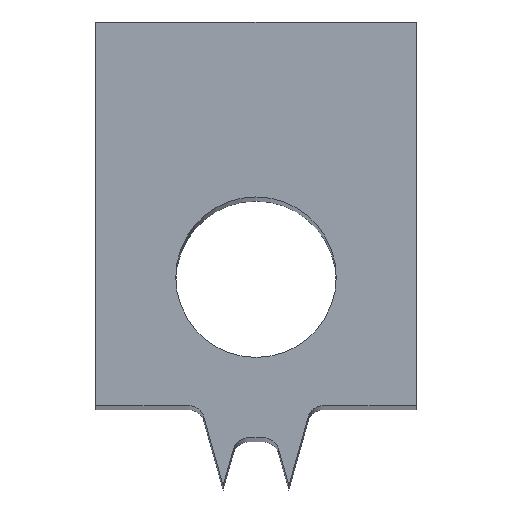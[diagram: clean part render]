
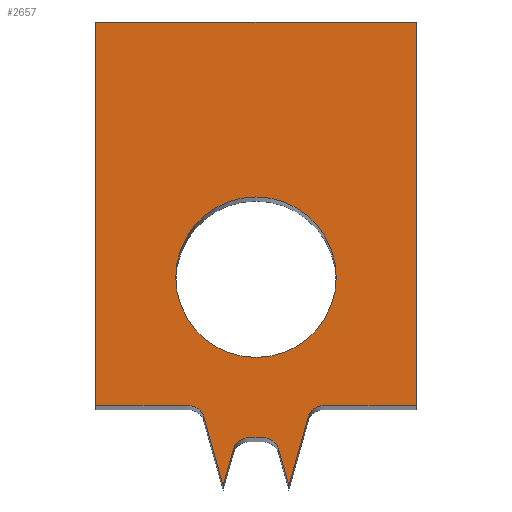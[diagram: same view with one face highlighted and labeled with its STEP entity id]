
A CAD part, top view. The second image highlights one B-rep face of the part: STEP entity #2657.
In plain terms, the highlighted planar face has unit normal (0, 0, 1).
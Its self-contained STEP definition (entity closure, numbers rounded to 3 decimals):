
#5 = DIRECTION ( 'NONE',  ( 0.27, 0.963, 0. ) ) ;
#187 = VERTEX_POINT ( 'NONE', #3422 ) ;
#273 = VECTOR ( 'NONE', #5945, 1000. ) ;
#306 = ORIENTED_EDGE ( 'NONE', *, *, #5260, .T. ) ;
#410 = CARTESIAN_POINT ( 'NONE',  ( -321.32, -29.5, 141.93 ) ) ;
#439 = ORIENTED_EDGE ( 'NONE', *, *, #1835, .T. ) ;
#448 = AXIS2_PLACEMENT_3D ( 'NONE', #935, #5218, #9499 ) ;
#473 = EDGE_CURVE ( 'NONE', #4587, #10819, #7351, .T. ) ;
#630 = DIRECTION ( 'NONE',  ( -1., 0., 0. ) ) ;
#849 = DIRECTION ( 'NONE',  ( 0., 0., -1. ) ) ;
#851 = ORIENTED_EDGE ( 'NONE', *, *, #9470, .T. ) ;
#935 = CARTESIAN_POINT ( 'NONE',  ( -174.97, -19.5, 141.93 ) ) ;
#1082 = DIRECTION ( 'NONE',  ( -1., 0., 0. ) ) ;
#1111 = CARTESIAN_POINT ( 'NONE',  ( -196.612, 37.436, 141.93 ) ) ;
#1213 = CARTESIAN_POINT ( 'NONE',  ( -171.724, -28.23, 141.93 ) ) ;
#1217 = DIRECTION ( 'NONE',  ( 1., 0., 0. ) ) ;
#1393 = ORIENTED_EDGE ( 'NONE', *, *, #3130, .T. ) ;
#1474 = CARTESIAN_POINT ( 'NONE',  ( -169.97, -19.5, 141.93 ) ) ;
#1632 = LINE ( 'NONE', #5916, #10459 ) ;
#1642 = VECTOR ( 'NONE', #3921, 1000. ) ;
#1662 = CARTESIAN_POINT ( 'NONE',  ( -164.97, -7.5, 141.93 ) ) ;
#1835 = EDGE_CURVE ( 'NONE', #2470, #2421, #10014, .T. ) ;
#1890 = CIRCLE ( 'NONE', #9745, 1. ) ;
#1911 = VERTEX_POINT ( 'NONE', #6066 ) ;
#2011 = VECTOR ( 'NONE', #12457, 1000. ) ;
#2060 = CARTESIAN_POINT ( 'NONE',  ( -175.421, -30.5, 141.93 ) ) ;
#2218 = CARTESIAN_POINT ( 'NONE',  ( -164.97, -3.6, 141.93 ) ) ;
#2249 = VERTEX_POINT ( 'NONE', #5579 ) ;
#2421 = VERTEX_POINT ( 'NONE', #9074 ) ;
#2470 = VERTEX_POINT ( 'NONE', #4928 ) ;
#2657 = ADVANCED_FACE ( 'NONE', ( #4164, #8442 ), #12690, .F. ) ;
#2672 = EDGE_CURVE ( 'NONE', #2249, #2470, #4923, .T. ) ;
#2722 = VERTEX_POINT ( 'NONE', #5358 ) ;
#2755 = CARTESIAN_POINT ( 'NONE',  ( -173.556, -30.23, 141.93 ) ) ;
#2872 = CARTESIAN_POINT ( 'NONE',  ( -184.97, -3.6, 141.93 ) ) ;
#2959 = VERTEX_POINT ( 'NONE', #2755 ) ;
#2980 = DIRECTION ( 'NONE',  ( 0., 0., -1. ) ) ;
#3112 = CARTESIAN_POINT ( 'NONE',  ( -321.32, 2.5, 141.93 ) ) ;
#3130 = EDGE_CURVE ( 'NONE', #2421, #2959, #11429, .T. ) ;
#3161 = AXIS2_PLACEMENT_3D ( 'NONE', #5973, #10237, #630 ) ;
#3422 = CARTESIAN_POINT ( 'NONE',  ( -178.216, -28.23, 141.93 ) ) ;
#3592 = VERTEX_POINT ( 'NONE', #1213 ) ;
#3656 = CARTESIAN_POINT ( 'NONE',  ( -179.97, -19.5, 141.93 ) ) ;
#3821 = EDGE_CURVE ( 'NONE', #2722, #11870, #6574, .T. ) ;
#3921 = DIRECTION ( 'NONE',  ( 1., 0., 0. ) ) ;
#3974 = EDGE_LOOP ( 'NONE', ( #5559, #306, #13169, #10944, #5618, #439, #1393, #6808, #12849, #8859, #12463, #851, #4521, #13419 ) ) ;
#4164 = FACE_BOUND ( 'NONE', #11257, .T. ) ;
#4205 = LINE ( 'NONE', #8484, #6064 ) ;
#4285 = VECTOR ( 'NONE', #5, 1000. ) ;
#4521 = ORIENTED_EDGE ( 'NONE', *, *, #13140, .F. ) ;
#4587 = VERTEX_POINT ( 'NONE', #2872 ) ;
#4693 = DIRECTION ( 'NONE',  ( 1., 0., 0. ) ) ;
#4726 = EDGE_CURVE ( 'NONE', #2959, #11909, #5265, .T. ) ;
#4741 = EDGE_CURVE ( 'NONE', #11909, #3592, #5337, .T. ) ;
#4923 = CIRCLE ( 'NONE', #12740, 1. ) ;
#4928 = CARTESIAN_POINT ( 'NONE',  ( -175.421, -29.5, 141.93 ) ) ;
#5133 = DIRECTION ( 'NONE',  ( -1., 0., 0. ) ) ;
#5218 = DIRECTION ( 'NONE',  ( 0., 0., -1. ) ) ;
#5260 = EDGE_CURVE ( 'NONE', #11995, #187, #9201, .T. ) ;
#5265 = LINE ( 'NONE', #9543, #9665 ) ;
#5337 = LINE ( 'NONE', #9613, #4285 ) ;
#5358 = CARTESIAN_POINT ( 'NONE',  ( -170.761, -27.5, 141.93 ) ) ;
#5404 = DIRECTION ( 'NONE',  ( 0.27, -0.963, 0. ) ) ;
#5424 = AXIS2_PLACEMENT_3D ( 'NONE', #10454, #849, #5133 ) ;
#5559 = ORIENTED_EDGE ( 'NONE', *, *, #11736, .T. ) ;
#5579 = CARTESIAN_POINT ( 'NONE',  ( -176.384, -30.23, 141.93 ) ) ;
#5618 = ORIENTED_EDGE ( 'NONE', *, *, #2672, .T. ) ;
#5916 = CARTESIAN_POINT ( 'NONE',  ( -164.97, -27.5, 141.93 ) ) ;
#5945 = DIRECTION ( 'NONE',  ( 0., 1., 0. ) ) ;
#5973 = CARTESIAN_POINT ( 'NONE',  ( -179.179, -28.5, 141.93 ) ) ;
#6064 = VECTOR ( 'NONE', #12729, 1000. ) ;
#6066 = CARTESIAN_POINT ( 'NONE',  ( -177.02, -32.5, 141.93 ) ) ;
#6308 = VECTOR ( 'NONE', #1217, 1000. ) ;
#6315 = EDGE_CURVE ( 'NONE', #8812, #8842, #6526, .T. ) ;
#6350 = DIRECTION ( 'NONE',  ( 0., 0., -1. ) ) ;
#6434 = CARTESIAN_POINT ( 'NONE',  ( -174.97, -19.5, 141.93 ) ) ;
#6526 = CIRCLE ( 'NONE', #448, 5. ) ;
#6574 = LINE ( 'NONE', #10830, #6308 ) ;
#6808 = ORIENTED_EDGE ( 'NONE', *, *, #4726, .T. ) ;
#7260 = DIRECTION ( 'NONE',  ( -1., 0., 0. ) ) ;
#7351 = LINE ( 'NONE', #8220, #2011 ) ;
#7395 = DIRECTION ( 'NONE',  ( 0., 0., -1. ) ) ;
#7686 = CIRCLE ( 'NONE', #13020, 5. ) ;
#8220 = CARTESIAN_POINT ( 'NONE',  ( -184.97, -7.5, 141.93 ) ) ;
#8308 = CARTESIAN_POINT ( 'NONE',  ( -172.92, -32.5, 141.93 ) ) ;
#8442 = FACE_OUTER_BOUND ( 'NONE', #3974, .T. ) ;
#8484 = CARTESIAN_POINT ( 'NONE',  ( -178.429, -37.53, 141.93 ) ) ;
#8812 = VERTEX_POINT ( 'NONE', #1474 ) ;
#8842 = VERTEX_POINT ( 'NONE', #3656 ) ;
#8859 = ORIENTED_EDGE ( 'NONE', *, *, #11924, .T. ) ;
#9074 = CARTESIAN_POINT ( 'NONE',  ( -174.519, -29.5, 141.93 ) ) ;
#9201 = CIRCLE ( 'NONE', #3161, 1. ) ;
#9251 = LINE ( 'NONE', #13490, #1642 ) ;
#9288 = CARTESIAN_POINT ( 'NONE',  ( -164.97, -27.5, 141.93 ) ) ;
#9470 = EDGE_CURVE ( 'NONE', #11870, #11455, #11259, .T. ) ;
#9499 = DIRECTION ( 'NONE',  ( -1., 0., 0. ) ) ;
#9543 = CARTESIAN_POINT ( 'NONE',  ( -192.811, 38.501, 141.93 ) ) ;
#9575 = CARTESIAN_POINT ( 'NONE',  ( -179.179, -27.5, 141.93 ) ) ;
#9613 = CARTESIAN_POINT ( 'NONE',  ( -174.628, -38.595, 141.93 ) ) ;
#9665 = VECTOR ( 'NONE', #13788, 1000. ) ;
#9685 = VECTOR ( 'NONE', #5404, 1000. ) ;
#9700 = ORIENTED_EDGE ( 'NONE', *, *, #11134, .T. ) ;
#9745 = AXIS2_PLACEMENT_3D ( 'NONE', #12552, #2980, #7260 ) ;
#9791 = EDGE_CURVE ( 'NONE', #1911, #2249, #4205, .T. ) ;
#9869 = EDGE_CURVE ( 'NONE', #187, #1911, #10723, .T. ) ;
#10014 = LINE ( 'NONE', #410, #10770 ) ;
#10180 = DIRECTION ( 'NONE',  ( 1., 0., 0. ) ) ;
#10237 = DIRECTION ( 'NONE',  ( 0., 0., -1. ) ) ;
#10454 = CARTESIAN_POINT ( 'NONE',  ( -174.519, -30.5, 141.93 ) ) ;
#10459 = VECTOR ( 'NONE', #10180, 1000. ) ;
#10613 = DIRECTION ( 'NONE',  ( -1., 0., 0. ) ) ;
#10695 = DIRECTION ( 'NONE',  ( 0., 0., -1. ) ) ;
#10723 = LINE ( 'NONE', #1111, #9685 ) ;
#10770 = VECTOR ( 'NONE', #4693, 1000. ) ;
#10819 = VERTEX_POINT ( 'NONE', #11245 ) ;
#10830 = CARTESIAN_POINT ( 'NONE',  ( -164.97, -27.5, 141.93 ) ) ;
#10944 = ORIENTED_EDGE ( 'NONE', *, *, #9791, .T. ) ;
#10972 = AXIS2_PLACEMENT_3D ( 'NONE', #3112, #7395, #11640 ) ;
#11008 = ORIENTED_EDGE ( 'NONE', *, *, #6315, .T. ) ;
#11134 = EDGE_CURVE ( 'NONE', #8842, #8812, #7686, .T. ) ;
#11245 = CARTESIAN_POINT ( 'NONE',  ( -184.97, -27.5, 141.93 ) ) ;
#11257 = EDGE_LOOP ( 'NONE', ( #9700, #11008 ) ) ;
#11259 = LINE ( 'NONE', #1662, #273 ) ;
#11429 = CIRCLE ( 'NONE', #5424, 1. ) ;
#11455 = VERTEX_POINT ( 'NONE', #2218 ) ;
#11640 = DIRECTION ( 'NONE',  ( -1., 0., 0. ) ) ;
#11736 = EDGE_CURVE ( 'NONE', #10819, #11995, #1632, .T. ) ;
#11870 = VERTEX_POINT ( 'NONE', #9288 ) ;
#11909 = VERTEX_POINT ( 'NONE', #8308 ) ;
#11924 = EDGE_CURVE ( 'NONE', #3592, #2722, #1890, .T. ) ;
#11995 = VERTEX_POINT ( 'NONE', #9575 ) ;
#12457 = DIRECTION ( 'NONE',  ( 0., -1., 0. ) ) ;
#12463 = ORIENTED_EDGE ( 'NONE', *, *, #3821, .T. ) ;
#12552 = CARTESIAN_POINT ( 'NONE',  ( -170.761, -28.5, 141.93 ) ) ;
#12690 = PLANE ( 'NONE',  #10972 ) ;
#12729 = DIRECTION ( 'NONE',  ( 0.27, 0.963, 0. ) ) ;
#12740 = AXIS2_PLACEMENT_3D ( 'NONE', #2060, #6350, #10613 ) ;
#12849 = ORIENTED_EDGE ( 'NONE', *, *, #4741, .T. ) ;
#13020 = AXIS2_PLACEMENT_3D ( 'NONE', #6434, #10695, #1082 ) ;
#13140 = EDGE_CURVE ( 'NONE', #4587, #11455, #9251, .T. ) ;
#13169 = ORIENTED_EDGE ( 'NONE', *, *, #9869, .T. ) ;
#13419 = ORIENTED_EDGE ( 'NONE', *, *, #473, .T. ) ;
#13490 = CARTESIAN_POINT ( 'NONE',  ( 0., -3.6, 141.93 ) ) ;
#13788 = DIRECTION ( 'NONE',  ( 0.27, -0.963, 0. ) ) ;
